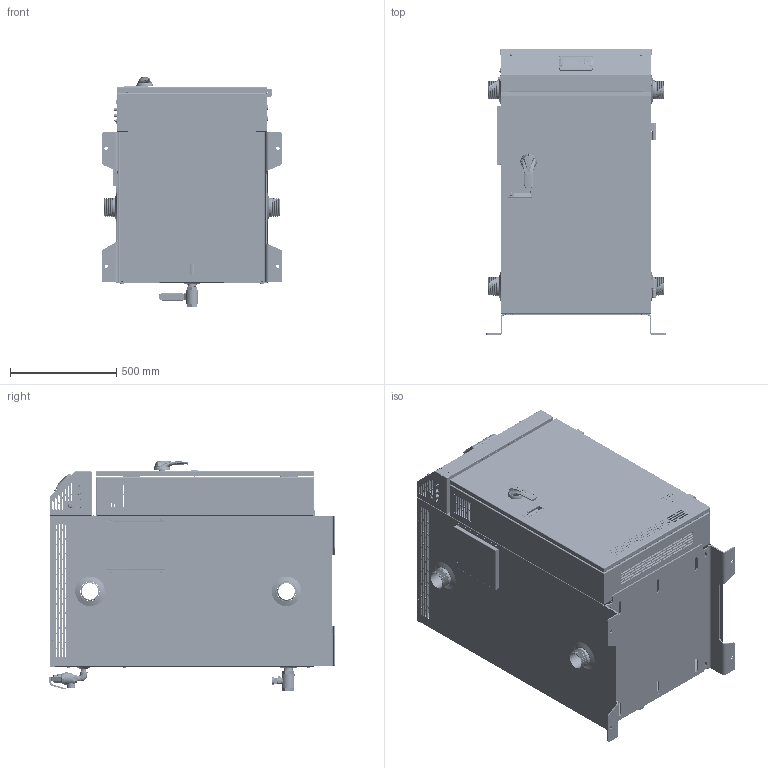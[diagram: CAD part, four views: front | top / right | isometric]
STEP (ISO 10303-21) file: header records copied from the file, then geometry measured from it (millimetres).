
FILE_DESCRIPTION (( 'STEP AP214' ), '1' );
FILE_NAME ('VOLTMAX 58 to 408 kW.STEP', '2019-09-30T20:06:11', ( '' ), ( '' ), 'SwSTEP 2.0', 'SolidWorks 2019', '' );
FILE_SCHEMA (( 'AUTOMOTIVE_DESIGN' ));
Length unit declared in the file: inch
Products named in the file (1): VOLTMAX 58 to 408 kW
Bounding box: 847.73 x 1348.96 x 1082.95 mm (x, y, z)
Surface area: 15052766.7 mm2 (no closed solid volume)
Topology: 0 solids, 94 shells, 8972 faces, 23327 edges, 14984 vertices
Faces by surface type: plane 4035, cylinder 2724, bspline 1399, cone 653, torus 107, sphere 54
Full cylindrical faces by diameter (mm): 2 x3, 2.2 x2, 2.381 x6, 2.54 x1, 2.604 x3, 3.566 x80, 3.572 x8, 3.969 x1, 4.5 x4, 4.826 x8, 4.953 x2, 5.16 x2, 5.207 x2, 5.334 x1, 5.556 x4, 5.588 x1, 5.613 x12, 6.1 x1, 6.35 x1, 6.756 x4, 6.858 x3, 7 x4, 7.142 x4, 7.144 x2, 7.937 x38, 7.938 x54, 8.731 x2, 8.738 x5, 9.474 x8, 9.525 x6
Entity records: 416675 total; most frequent: CARTESIAN_POINT 202736, ORIENTED_EDGE 43964, DIRECTION 39491, EDGE_CURVE 21987, VERTEX_POINT 14746, AXIS2_PLACEMENT_3D 13756, VECTOR 11979, LINE 11979
